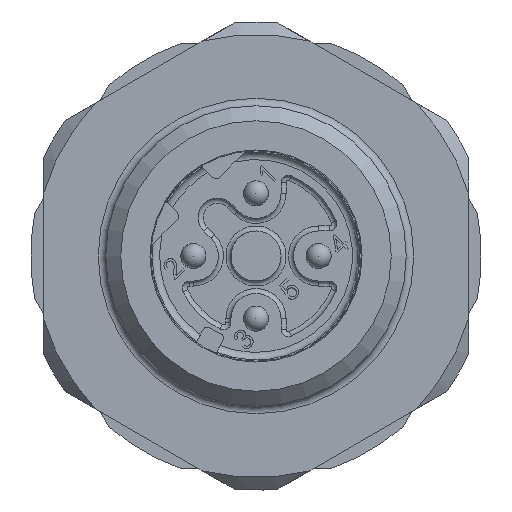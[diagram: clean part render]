
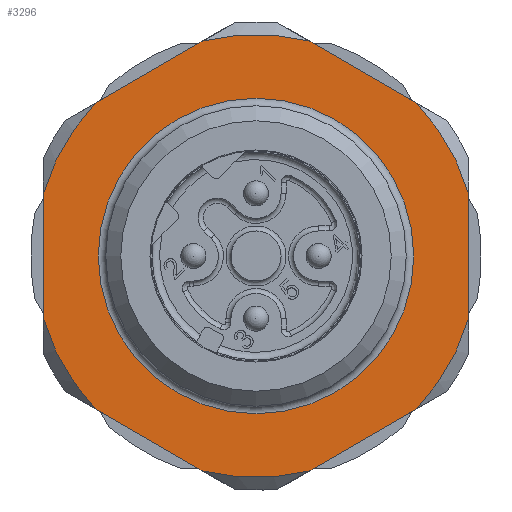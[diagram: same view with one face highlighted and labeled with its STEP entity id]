
A CAD part, front view. The second image highlights one B-rep face of the part: STEP entity #3296.
In plain terms, the highlighted planar face has unit normal (0, -1, 0).
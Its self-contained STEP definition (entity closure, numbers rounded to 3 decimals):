
#539=PLANE('',#4119);
#655=LINE('',#5652,#866);
#656=LINE('',#5653,#867);
#657=LINE('',#5654,#868);
#658=LINE('',#5655,#869);
#659=LINE('',#5656,#870);
#660=LINE('',#5657,#871);
#866=VECTOR('',#4567,1.);
#867=VECTOR('',#4568,1.);
#868=VECTOR('',#4569,1.);
#869=VECTOR('',#4570,1.);
#870=VECTOR('',#4571,1.);
#871=VECTOR('',#4572,1.);
#1105=EDGE_LOOP('',(#1482));
#1106=EDGE_LOOP('',(#1483,#1484,#1485,#1486,#1487,#1488,#1489,#1490,#1491,
#1492,#1493,#1494));
#1482=ORIENTED_EDGE('',*,*,#2574,.T.);
#1483=ORIENTED_EDGE('',*,*,#2557,.F.);
#1484=ORIENTED_EDGE('',*,*,#2575,.T.);
#1485=ORIENTED_EDGE('',*,*,#2559,.F.);
#1486=ORIENTED_EDGE('',*,*,#2576,.T.);
#1487=ORIENTED_EDGE('',*,*,#2572,.F.);
#1488=ORIENTED_EDGE('',*,*,#2577,.T.);
#1489=ORIENTED_EDGE('',*,*,#2569,.F.);
#1490=ORIENTED_EDGE('',*,*,#2578,.T.);
#1491=ORIENTED_EDGE('',*,*,#2566,.F.);
#1492=ORIENTED_EDGE('',*,*,#2579,.T.);
#1493=ORIENTED_EDGE('',*,*,#2563,.F.);
#1494=ORIENTED_EDGE('',*,*,#2580,.T.);
#2557=EDGE_CURVE('',#3725,#3726,#3090,.T.);
#2559=EDGE_CURVE('',#3727,#3728,#3091,.T.);
#2563=EDGE_CURVE('',#3729,#3730,#3092,.T.);
#2566=EDGE_CURVE('',#3731,#3732,#3093,.T.);
#2569=EDGE_CURVE('',#3733,#3734,#3094,.T.);
#2572=EDGE_CURVE('',#3735,#3736,#3095,.T.);
#2574=EDGE_CURVE('',#3737,#3737,#3096,.T.);
#2575=EDGE_CURVE('',#3725,#3728,#655,.T.);
#2576=EDGE_CURVE('',#3727,#3736,#656,.T.);
#2577=EDGE_CURVE('',#3735,#3734,#657,.T.);
#2578=EDGE_CURVE('',#3733,#3732,#658,.T.);
#2579=EDGE_CURVE('',#3731,#3730,#659,.T.);
#2580=EDGE_CURVE('',#3729,#3726,#660,.T.);
#3090=CIRCLE('',#4106,8.85);
#3091=CIRCLE('',#4108,8.85);
#3092=CIRCLE('',#4110,8.85);
#3093=CIRCLE('',#4112,8.85);
#3094=CIRCLE('',#4114,8.85);
#3095=CIRCLE('',#4116,8.85);
#3096=CIRCLE('',#4118,6.3);
#3296=ADVANCED_FACE('',(#3552,#3553),#539,.T.);
#3552=FACE_BOUND('',#1105,.T.);
#3553=FACE_BOUND('',#1106,.T.);
#3725=VERTEX_POINT('',#5582);
#3726=VERTEX_POINT('',#5584);
#3727=VERTEX_POINT('',#5591);
#3728=VERTEX_POINT('',#5592);
#3729=VERTEX_POINT('',#5606);
#3730=VERTEX_POINT('',#5608);
#3731=VERTEX_POINT('',#5618);
#3732=VERTEX_POINT('',#5620);
#3733=VERTEX_POINT('',#5630);
#3734=VERTEX_POINT('',#5632);
#3735=VERTEX_POINT('',#5642);
#3736=VERTEX_POINT('',#5644);
#3737=VERTEX_POINT('',#5651);
#4106=AXIS2_PLACEMENT_3D('',#5583,#4541,#4542);
#4108=AXIS2_PLACEMENT_3D('',#5590,#4545,#4546);
#4110=AXIS2_PLACEMENT_3D('',#5607,#4549,#4550);
#4112=AXIS2_PLACEMENT_3D('',#5619,#4553,#4554);
#4114=AXIS2_PLACEMENT_3D('',#5631,#4557,#4558);
#4116=AXIS2_PLACEMENT_3D('',#5643,#4561,#4562);
#4118=AXIS2_PLACEMENT_3D('',#5650,#4565,#4566);
#4119=AXIS2_PLACEMENT_3D('',#5658,#4573,#4574);
#4541=DIRECTION('',(0.,1.,0.));
#4542=DIRECTION('',(0.5,0.,-0.866));
#4545=DIRECTION('',(0.,1.,0.));
#4546=DIRECTION('',(0.5,0.,-0.866));
#4549=DIRECTION('',(0.,1.,0.));
#4550=DIRECTION('',(0.5,0.,-0.866));
#4553=DIRECTION('',(0.,1.,0.));
#4554=DIRECTION('',(0.5,0.,-0.866));
#4557=DIRECTION('',(0.,1.,0.));
#4558=DIRECTION('',(0.5,0.,-0.866));
#4561=DIRECTION('',(0.,1.,0.));
#4562=DIRECTION('',(0.5,0.,-0.866));
#4565=DIRECTION('',(0.,1.,0.));
#4566=DIRECTION('',(0.5,0.,-0.866));
#4567=DIRECTION('',(-0.866,0.,0.5));
#4568=DIRECTION('',(-0.866,0.,-0.5));
#4569=DIRECTION('',(0.,0.,-1.));
#4570=DIRECTION('',(0.866,0.,-0.5));
#4571=DIRECTION('',(0.866,0.,0.5));
#4572=DIRECTION('',(0.,0.,1.));
#4573=DIRECTION('',(0.,-1.,0.));
#4574=DIRECTION('',(-0.5,0.,0.866));
#5582=CARTESIAN_POINT('',(6.384,10.1,6.129));
#5583=CARTESIAN_POINT('',(0.,10.1,0.));
#5584=CARTESIAN_POINT('',(8.5,10.1,2.464));
#5590=CARTESIAN_POINT('',(0.,10.1,0.));
#5591=CARTESIAN_POINT('',(-2.116,10.1,8.593));
#5592=CARTESIAN_POINT('',(2.116,10.1,8.593));
#5606=CARTESIAN_POINT('',(8.5,10.1,-2.464));
#5607=CARTESIAN_POINT('',(0.,10.1,0.));
#5608=CARTESIAN_POINT('',(6.384,10.1,-6.129));
#5618=CARTESIAN_POINT('',(2.116,10.1,-8.593));
#5619=CARTESIAN_POINT('',(0.,10.1,0.));
#5620=CARTESIAN_POINT('',(-2.116,10.1,-8.593));
#5630=CARTESIAN_POINT('',(-6.384,10.1,-6.129));
#5631=CARTESIAN_POINT('',(0.,10.1,0.));
#5632=CARTESIAN_POINT('',(-8.5,10.1,-2.464));
#5642=CARTESIAN_POINT('',(-8.5,10.1,2.464));
#5643=CARTESIAN_POINT('',(0.,10.1,0.));
#5644=CARTESIAN_POINT('',(-6.384,10.1,6.129));
#5650=CARTESIAN_POINT('',(0.,10.1,0.));
#5651=CARTESIAN_POINT('',(3.15,10.1,-5.456));
#5652=CARTESIAN_POINT('',(0.418,10.1,9.574));
#5653=CARTESIAN_POINT('',(-11.914,10.1,2.936));
#5654=CARTESIAN_POINT('',(-8.5,10.1,-4.425));
#5655=CARTESIAN_POINT('',(-8.082,10.1,-5.149));
#5656=CARTESIAN_POINT('',(-3.414,10.1,-11.786));
#5657=CARTESIAN_POINT('',(8.5,10.1,-4.425));
#5658=CARTESIAN_POINT('',(-7.664,10.1,-4.425));
